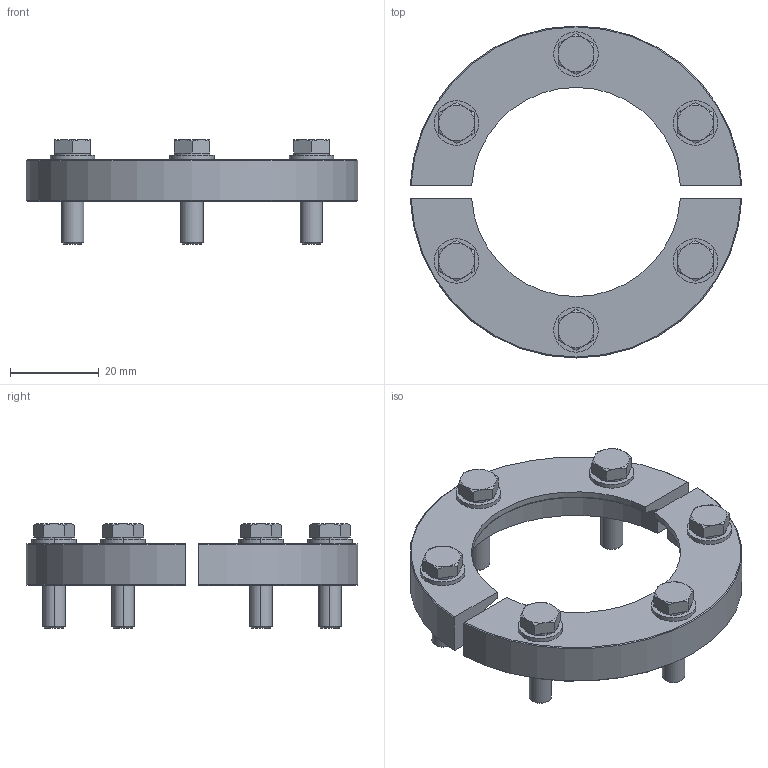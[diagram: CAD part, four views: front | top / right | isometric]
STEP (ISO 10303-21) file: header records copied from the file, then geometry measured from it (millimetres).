
FILE_DESCRIPTION (( 'STEP AP214' ), '1' );
FILE_NAME ('110BUH040.stp', '2017-06-06T13:05:25', ( '' ), ( '' ), 'SwSTEP 2.0', 'SolidWorks 2015', '' );
FILE_SCHEMA (( 'AUTOMOTIVE_DESIGN' ));
Length unit declared in the file: millimetre
Products named in the file (1): 110BUH040
Bounding box: 74.54 x 74.6 x 23.5 mm (x, y, z)
Volume: 21943 mm3; surface area: 12596.3 mm2
Topology: 2 solids, 2 shells, 222 faces, 480 edges, 280 vertices
Faces by surface type: plane 98, cylinder 54, cone 54, torus 16
Entity records: 8633 total; most frequent: CARTESIAN_POINT 1371, DIRECTION 1034, ORIENTED_EDGE 960, EDGE_CURVE 480, AXIS2_PLACEMENT_3D 423, VERTEX_POINT 280, EDGE_LOOP 240, UNCERTAINTY_MEASURE_WITH_UNIT 226
